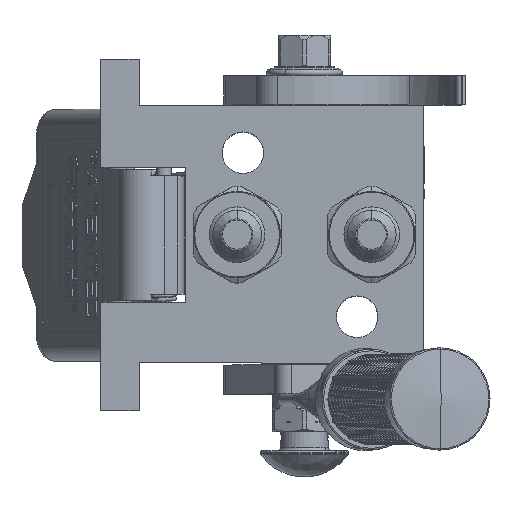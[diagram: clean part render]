
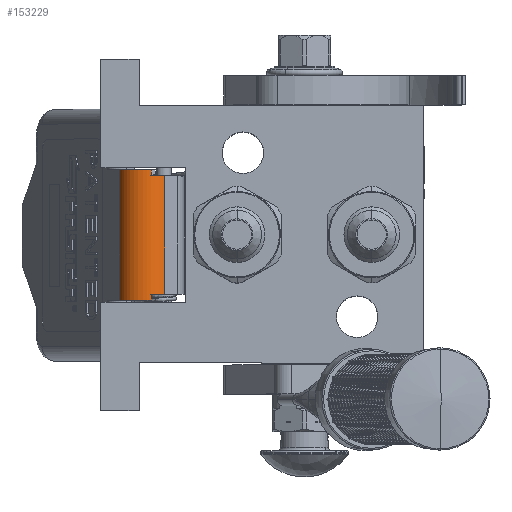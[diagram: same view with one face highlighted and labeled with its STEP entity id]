
A CAD part, top view. The second image highlights one B-rep face of the part: STEP entity #153229.
In plain terms, the highlighted cylindrical face has radius 9.5 mm (diameter 19 mm), a partial arc.
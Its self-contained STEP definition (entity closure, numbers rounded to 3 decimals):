
#1518 = ORIENTED_EDGE ( 'NONE', *, *, #12311, .T. ) ;
#3504 = DIRECTION ( 'NONE',  ( 1., 0., 0. ) ) ;
#7616 = DIRECTION ( 'NONE',  ( 1., 0., 0. ) ) ;
#12311 = EDGE_CURVE ( 'NONE', #146337, #19793, #57358, .T. ) ;
#14156 = CARTESIAN_POINT ( 'NONE',  ( -20.25, 0., -56.881 ) ) ;
#15269 = VECTOR ( 'NONE', #100263, 1000. ) ;
#15790 = LINE ( 'NONE', #153616, #125651 ) ;
#16414 = CARTESIAN_POINT ( 'NONE',  ( 20.25, -5.154, -56.269 ) ) ;
#16428 = CARTESIAN_POINT ( 'NONE',  ( -20.25, -1.5, -47.5 ) ) ;
#16517 = EDGE_CURVE ( 'NONE', #164595, #19793, #15790, .T. ) ;
#17806 = EDGE_CURVE ( 'NONE', #101272, #148922, #32134, .T. ) ;
#18610 = CARTESIAN_POINT ( 'NONE',  ( -22.25, 8., -47.5 ) ) ;
#19793 = VERTEX_POINT ( 'NONE', #14156 ) ;
#22070 = ORIENTED_EDGE ( 'NONE', *, *, #16517, .F. ) ;
#28949 = CARTESIAN_POINT ( 'NONE',  ( 22.25, -1.5, -47.5 ) ) ;
#30673 = CARTESIAN_POINT ( 'NONE',  ( 20.25, 0., -56.881 ) ) ;
#32134 = CIRCLE ( 'NONE', #124198, 9.5 ) ;
#36951 = CARTESIAN_POINT ( 'NONE',  ( 20.25, 0., -56.881 ) ) ;
#40320 = EDGE_CURVE ( 'NONE', #164595, #66763, #161323, .T. ) ;
#40437 = ORIENTED_EDGE ( 'NONE', *, *, #174062, .F. ) ;
#41270 = EDGE_LOOP ( 'NONE', ( #40437, #1518, #22070, #51795, #138170, #181931, #77796, #66005 ) ) ;
#43021 = CARTESIAN_POINT ( 'NONE',  ( -20.25, -5.154, -56.269 ) ) ;
#51795 = ORIENTED_EDGE ( 'NONE', *, *, #40320, .T. ) ;
#57358 = CIRCLE ( 'NONE', #177326, 9.5 ) ;
#60622 = DIRECTION ( 'NONE',  ( 0., 0.158, -0.987 ) ) ;
#61476 = FACE_OUTER_BOUND ( 'NONE', #41270, .T. ) ;
#62173 = DIRECTION ( 'NONE',  ( 0., -0.385, -0.923 ) ) ;
#66005 = ORIENTED_EDGE ( 'NONE', *, *, #165542, .F. ) ;
#66763 = VERTEX_POINT ( 'NONE', #18610 ) ;
#70590 = CARTESIAN_POINT ( 'NONE',  ( -20.25, -5.154, -56.269 ) ) ;
#77212 = AXIS2_PLACEMENT_3D ( 'NONE', #179471, #7616, #80277 ) ;
#77796 = ORIENTED_EDGE ( 'NONE', *, *, #148464, .F. ) ;
#80277 = DIRECTION ( 'NONE',  ( 0., -0.385, -0.923 ) ) ;
#86960 = LINE ( 'NONE', #115936, #15269 ) ;
#91990 = VERTEX_POINT ( 'NONE', #30673 ) ;
#93808 = LINE ( 'NONE', #43021, #167800 ) ;
#99138 = DIRECTION ( 'NONE',  ( 0., 0.158, -0.987 ) ) ;
#100263 = DIRECTION ( 'NONE',  ( 1., 0., 0. ) ) ;
#101272 = VERTEX_POINT ( 'NONE', #148179 ) ;
#101369 = DIRECTION ( 'NONE',  ( -1., 0., 0. ) ) ;
#103163 = CARTESIAN_POINT ( 'NONE',  ( -22.25, -1.5, -47.5 ) ) ;
#111923 = CARTESIAN_POINT ( 'NONE',  ( -22.25, 0., -56.881 ) ) ;
#115936 = CARTESIAN_POINT ( 'NONE',  ( -22.25, 8., -47.5 ) ) ;
#116037 = DIRECTION ( 'NONE',  ( 1., 0., 0. ) ) ;
#116676 = DIRECTION ( 'NONE',  ( 1., 0., 0. ) ) ;
#118702 = DIRECTION ( 'NONE',  ( 1., 0., 0. ) ) ;
#120510 = VERTEX_POINT ( 'NONE', #16414 ) ;
#124198 = AXIS2_PLACEMENT_3D ( 'NONE', #28949, #116037, #99138 ) ;
#125651 = VECTOR ( 'NONE', #180711, 1000. ) ;
#133355 = CARTESIAN_POINT ( 'NONE',  ( 22.25, 8., -47.5 ) ) ;
#138170 = ORIENTED_EDGE ( 'NONE', *, *, #158360, .T. ) ;
#141966 = AXIS2_PLACEMENT_3D ( 'NONE', #145249, #101369, #171693 ) ;
#145249 = CARTESIAN_POINT ( 'NONE',  ( -22.25, -1.5, -47.5 ) ) ;
#146337 = VERTEX_POINT ( 'NONE', #70590 ) ;
#148179 = CARTESIAN_POINT ( 'NONE',  ( 22.25, 0., -56.881 ) ) ;
#148464 = EDGE_CURVE ( 'NONE', #91990, #101272, #153742, .T. ) ;
#148541 = CIRCLE ( 'NONE', #77212, 9.5 ) ;
#148922 = VERTEX_POINT ( 'NONE', #133355 ) ;
#149197 = VECTOR ( 'NONE', #181186, 1000. ) ;
#153229 = ADVANCED_FACE ( 'NONE', ( #61476 ), #169056, .T. ) ;
#153616 = CARTESIAN_POINT ( 'NONE',  ( -22.25, 0., -56.881 ) ) ;
#153742 = LINE ( 'NONE', #36951, #149197 ) ;
#158360 = EDGE_CURVE ( 'NONE', #66763, #148922, #86960, .T. ) ;
#159965 = AXIS2_PLACEMENT_3D ( 'NONE', #103163, #3504, #60622 ) ;
#161323 = CIRCLE ( 'NONE', #159965, 9.5 ) ;
#164595 = VERTEX_POINT ( 'NONE', #111923 ) ;
#165542 = EDGE_CURVE ( 'NONE', #120510, #91990, #148541, .T. ) ;
#167800 = VECTOR ( 'NONE', #118702, 1000. ) ;
#169056 = CYLINDRICAL_SURFACE ( 'NONE', #141966, 9.5 ) ;
#171693 = DIRECTION ( 'NONE',  ( 0., -1., 0. ) ) ;
#174062 = EDGE_CURVE ( 'NONE', #146337, #120510, #93808, .T. ) ;
#177326 = AXIS2_PLACEMENT_3D ( 'NONE', #16428, #116676, #62173 ) ;
#179471 = CARTESIAN_POINT ( 'NONE',  ( 20.25, -1.5, -47.5 ) ) ;
#180711 = DIRECTION ( 'NONE',  ( 1., 0., 0. ) ) ;
#181186 = DIRECTION ( 'NONE',  ( 1., 0., 0. ) ) ;
#181931 = ORIENTED_EDGE ( 'NONE', *, *, #17806, .F. ) ;
